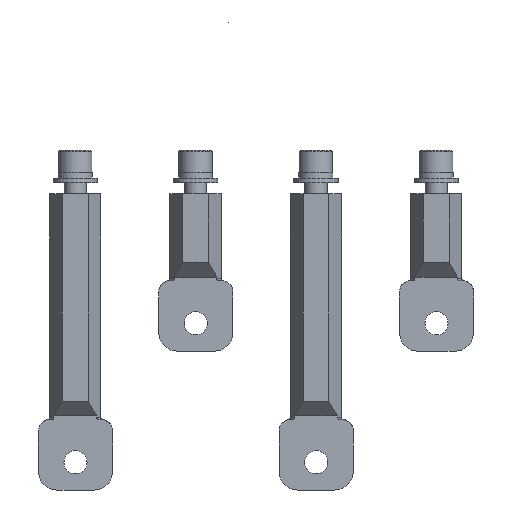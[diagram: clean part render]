
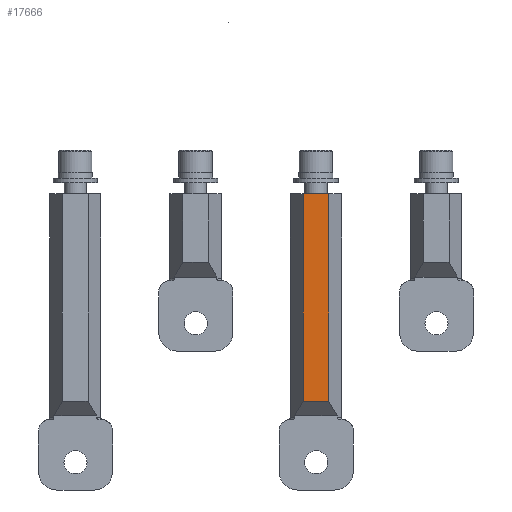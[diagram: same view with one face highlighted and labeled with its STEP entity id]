
A CAD part, front view. The second image highlights one B-rep face of the part: STEP entity #17666.
In plain terms, the highlighted planar face has unit normal (0, -1, 0).
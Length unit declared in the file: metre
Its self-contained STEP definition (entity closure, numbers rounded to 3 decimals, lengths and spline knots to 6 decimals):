
#17080=DIRECTION('',(0.,0.,1.));
#17081=VECTOR('',#17080,0.112);
#17082=CARTESIAN_POINT('',(0.006928,-0.1345,-0.0865));
#17083=LINE('',#17082,#17081);
#17084=DIRECTION('',(1.,0.,0.));
#17085=VECTOR('',#17084,0.013856);
#17086=CARTESIAN_POINT('',(-0.006928,-0.1345,-0.0865));
#17087=LINE('',#17086,#17085);
#17088=DIRECTION('',(0.,0.,-1.));
#17089=VECTOR('',#17088,0.112);
#17090=CARTESIAN_POINT('',(-0.006928,-0.1345,0.0255));
#17091=LINE('',#17090,#17089);
#17092=DIRECTION('',(-1.,0.,0.));
#17093=VECTOR('',#17092,0.013856);
#17094=CARTESIAN_POINT('',(0.006928,-0.1345,0.0255));
#17095=LINE('',#17094,#17093);
#17480=CARTESIAN_POINT('',(-0.006928,-0.1345,0.0255));
#17482=VERTEX_POINT('',#17480);
#17489=CARTESIAN_POINT('',(0.006928,-0.1345,0.0255));
#17490=VERTEX_POINT('',#17489);
#17499=CARTESIAN_POINT('',(-0.006928,-0.1345,-0.0865));
#17500=VERTEX_POINT('',#17499);
#17578=CARTESIAN_POINT('',(0.006928,-0.1345,-0.0865));
#17579=VERTEX_POINT('',#17578);
#17652=CARTESIAN_POINT('',(0.006928,-0.1345,0.0255));
#17653=DIRECTION('',(0.,-1.,0.));
#17654=DIRECTION('',(-1.,0.,0.));
#17655=AXIS2_PLACEMENT_3D('',#17652,#17653,#17654);
#17656=PLANE('',#17655);
#17658=ORIENTED_EDGE('',*,*,#17657,.F.);
#17660=ORIENTED_EDGE('',*,*,#17659,.F.);
#17662=ORIENTED_EDGE('',*,*,#17661,.F.);
#17663=ORIENTED_EDGE('',*,*,#17593,.F.);
#17664=EDGE_LOOP('',(#17658,#17660,#17662,#17663));
#17665=FACE_OUTER_BOUND('',#17664,.F.);
#17666=ADVANCED_FACE('',(#17665),#17656,.T.);
#17593=EDGE_CURVE('',#17490,#17482,#17095,.T.);
#17657=EDGE_CURVE('',#17579,#17490,#17083,.T.);
#17659=EDGE_CURVE('',#17500,#17579,#17087,.T.);
#17661=EDGE_CURVE('',#17482,#17500,#17091,.T.);
